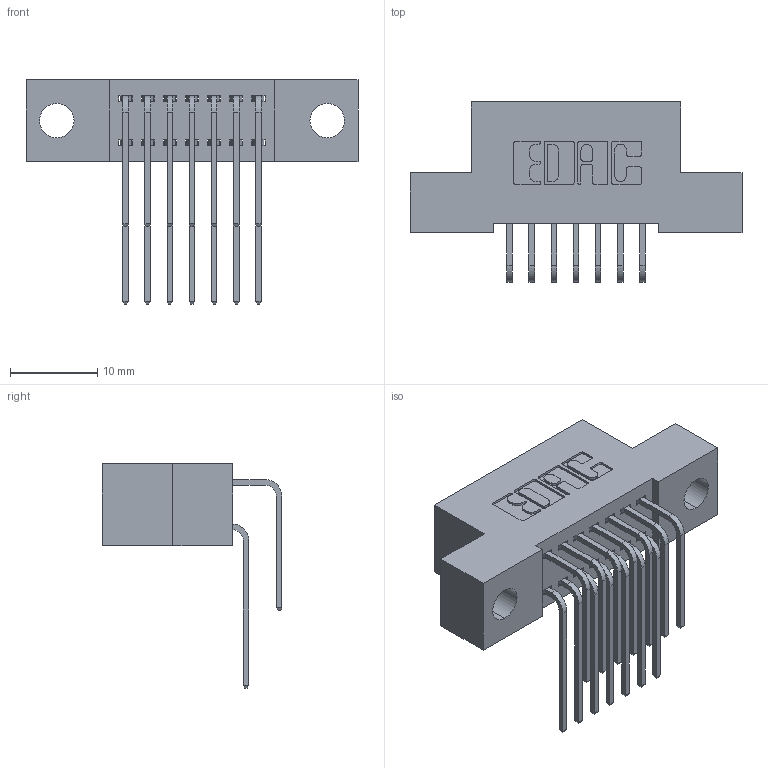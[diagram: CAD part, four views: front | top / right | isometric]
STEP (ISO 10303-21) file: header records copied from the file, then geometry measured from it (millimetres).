
FILE_DESCRIPTION (( 'STEP AP203' ), '1' );
FILE_NAME ('342-014-559-204.STEP', '2018-08-10T18:39:37', ( '' ), ( '' ), 'SwSTEP 2.0', 'SolidWorks 2016', '' );
FILE_SCHEMA (( 'CONFIG_CONTROL_DESIGN' ));
Length unit declared in the file: inch
Products named in the file (4): 342 Part_.156 TH; 345-292-001_558 559 Tail - 1; 345-292-001_559 Tail - 2; 342-014-559-204
Assembly tree (15 placements, depth 2):
  342-014-559-204
    342 Part_.156 TH
    345-292-001_558 559 Tail - 1  x7
    345-292-001_559 Tail - 2  x7
Bounding box: 38.1 x 20.64 x 25.78 mm (x, y, z)
Volume: 3251.4 mm3; surface area: 4619.5 mm2
Topology: 15 solids, 15 shells, 866 faces, 2553 edges, 1682 vertices
Faces by surface type: plane 598, cylinder 268
Entity records: 10685 total; most frequent: CARTESIAN_POINT 1861, ORIENTED_EDGE 1746, DIRECTION 1633, EDGE_CURVE 873, VECTOR 705, LINE 705, VERTEX_POINT 578, AXIS2_PLACEMENT_3D 464
